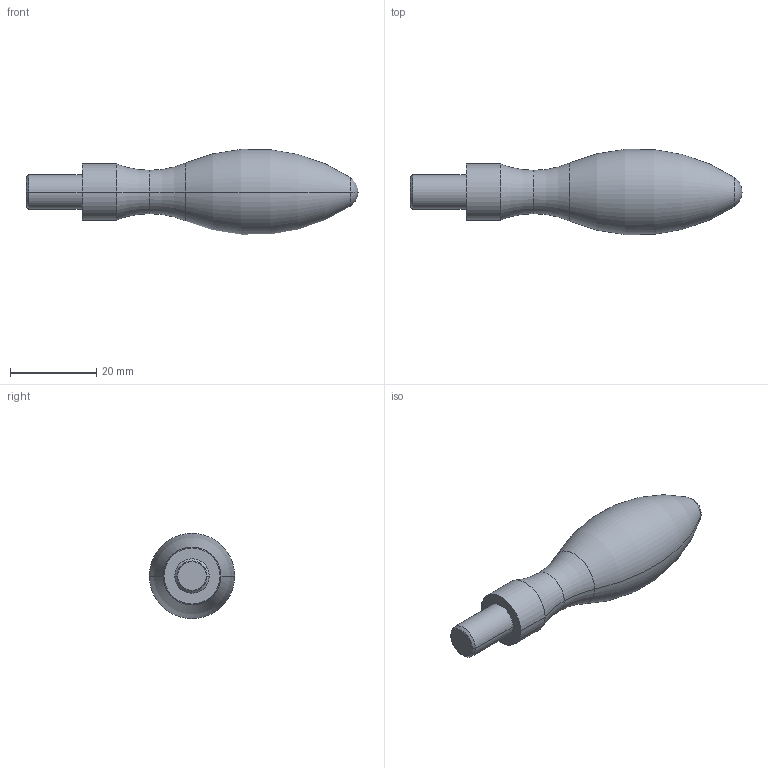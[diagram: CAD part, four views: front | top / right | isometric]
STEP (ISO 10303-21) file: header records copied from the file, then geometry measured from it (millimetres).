
FILE_DESCRIPTION(('STEP AP214'),'1');
FILE_NAME('HALDERN_EH_24450_0320.stp','2017-05-09T08:15:22',('TraceParts'),('TraceParts S.A.'),'Spatial InterOp 3D',' ',' ');
FILE_SCHEMA(('automotive_design'));
Length unit declared in the file: millimetre
Products named in the file (1): HALDERN_EH_24450_0320
Bounding box: 77 x 19.77 x 19.73 mm (x, y, z)
Volume: 11930.4 mm3; surface area: 3460.2 mm2
Topology: 1 solids, 1 shells, 18 faces, 36 edges, 19 vertices
Faces by surface type: torus 6, cylinder 4, cone 4, plane 2, sphere 2
Entity records: 624 total; most frequent: DIRECTION 98, CARTESIAN_POINT 72, ORIENTED_EDGE 68, AXIS2_PLACEMENT_3D 45, EDGE_CURVE 34, CIRCLE 26, STYLED_ITEM 19, PRESENTATION_STYLE_ASSIGNMENT 19
